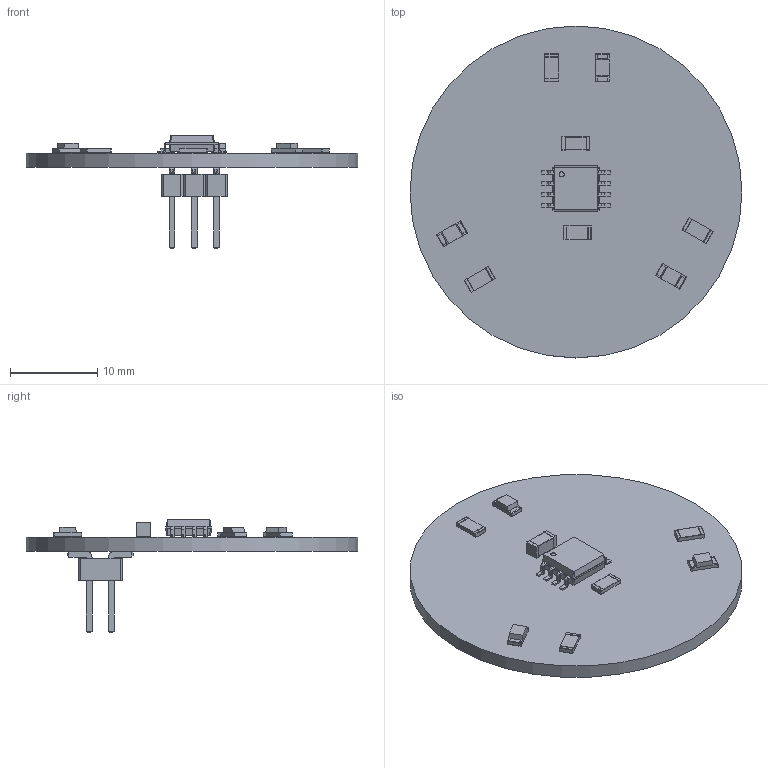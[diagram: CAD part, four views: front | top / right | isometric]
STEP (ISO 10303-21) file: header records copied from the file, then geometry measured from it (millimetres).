
FILE_DESCRIPTION(('KiCad electronic assembly'),'2;1');
FILE_NAME('cbs_badge.step','2021-06-09T17:49:23',('An Author'),( 'A Company'),'Open CASCADE STEP processor 6.9', 'KiCad to STEP converter','Unknown');
FILE_SCHEMA(('AUTOMOTIVE_DESIGN { 1 0 10303 214 1 1 1 1 }'));
Length unit declared in the file: millimetre
Products named in the file (12): Open CASCADE STEP translator 6.9 1; C_1206_3216Metric; SOLID; LED_1206_3216Metric; PinHeader_2x03_P2.54mm_Vertical_SMD; R_1206_3216Metric; SOIJ-8_5.3x5.3mm_P1.27mm
Assembly tree (16 placements, depth 3):
  Open CASCADE STEP translator 6.9 1
    C_1206_3216Metric
      SOLID
    LED_1206_3216Metric  x3
      SOLID
    PinHeader_2x03_P2.54mm_Vertical_SMD
      SOLID
    R_1206_3216Metric  x4
      SOLID
    SOIJ-8_5.3x5.3mm_P1.27mm
      SOLID
    SOLID
Bounding box: 38.1 x 38.1 x 13.01 mm (x, y, z)
Volume: 2023.4 mm3; surface area: 3000.6 mm2
Topology: 11 solids, 11 shells, 589 faces, 1503 edges, 954 vertices
Faces by surface type: plane 449, cylinder 108, bspline 32
Full cylindrical faces by diameter (mm): 0.6 x1, 38.1 x1
Entity records: 28748 total; most frequent: CARTESIAN_POINT 4821, DIRECTION 3871, LINE 2731, VECTOR 2731, ORIENTED_EDGE 2066, PCURVE 2066, DEFINITIONAL_REPRESENTATION 2066, EDGE_CURVE 1033
